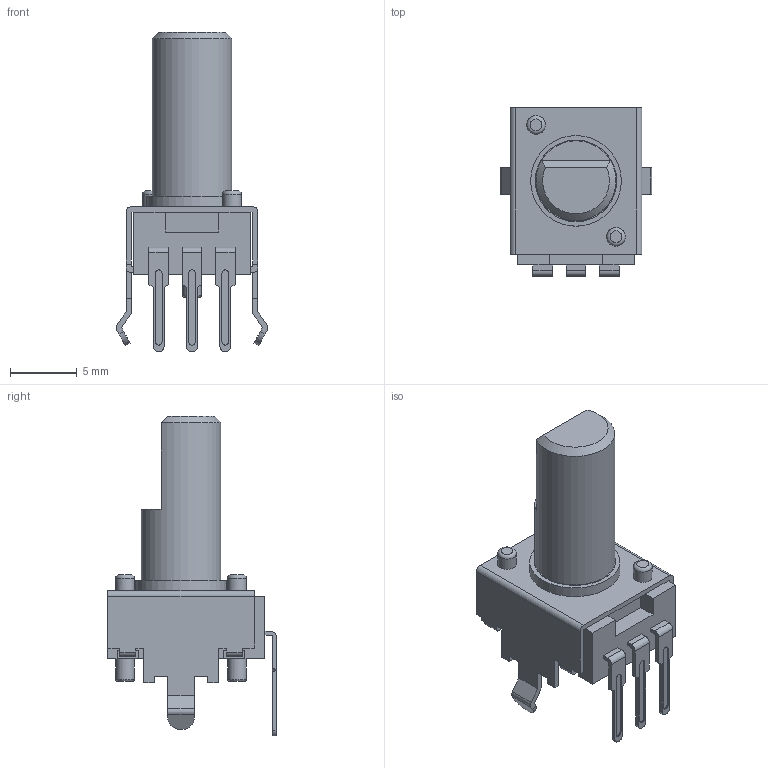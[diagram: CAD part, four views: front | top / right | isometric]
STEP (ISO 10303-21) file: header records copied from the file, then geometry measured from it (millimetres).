
FILE_DESCRIPTION(/* description */ ('STEP AP214'),/* implementation_level */ '2;1');
FILE_NAME(/* name */ '61493e73c7395c7507454211',/* time_stamp */ '2021-09-21T02:07:48+00:00',/* author */ (''),/* organization */ (''),/* preprocessor_version */ 'ST-DEVELOPER v18.1',/* originating_system */ ' ',/* authorisation */ ' ');
FILE_SCHEMA (('AUTOMOTIVE_DESIGN {1 0 10303 214 3 1 1}'));
Length unit declared in the file: metre
Products named in the file (3): ptv09a-4x20f-xxxx; PTV09A-4X20F-XXXCX
Assembly tree (2 placements, depth 2):
  ptv09a-4x20f-xxxx
    PTV09A-4X20F-XXXCX
    PTV09A-4X20F-XXXCX
Bounding box: 11.4 x 12.65 x 23.99 mm (x, y, z)
Volume: 754.7 mm3; surface area: 1365.4 mm2
Topology: 2 solids, 4 shells, 218 faces, 567 edges, 377 vertices
Faces by surface type: plane 166, cylinder 47, torus 4, cone 1
Full cylindrical faces by diameter (mm): 1.16 x1, 1.2 x1, 1.3 x2, 1.4 x4, 4.479 x1, 6 x1, 6.1 x1, 6.12 x1, 6.8 x1, 8.2 x1
Entity records: 6577 total; most frequent: CARTESIAN_POINT 1167, ORIENTED_EDGE 1086, DIRECTION 1077, EDGE_CURVE 543, LINE 439, VECTOR 439, VERTEX_POINT 371, AXIS2_PLACEMENT_3D 319
